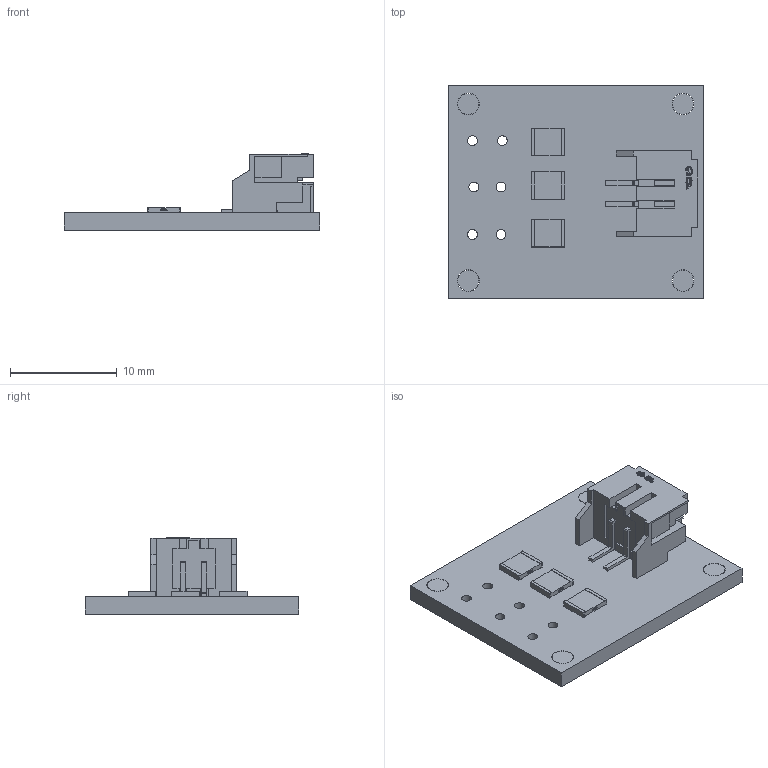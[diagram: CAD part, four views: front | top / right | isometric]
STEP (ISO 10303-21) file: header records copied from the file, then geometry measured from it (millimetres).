
FILE_DESCRIPTION(('Designed by EasyEDA Pro'),'2;1');
FILE_NAME('Open CASCADE Shape Model','2024-02-27T09:13:31',('Author'),( 'Open CASCADE'),'Open CASCADE STEP processor 7.6','Open CASCADE 7.6' ,'Unknown');
FILE_SCHEMA(('AUTOMOTIVE_DESIGN { 1 0 10303 214 1 1 1 1 }'));
Length unit declared in the file: millimetre
Products named in the file (8): PCBModel; Board; pc4j-R2; R1210; pc4j-R3; pc4j-R1; pc4j-CN1; FPC-SMD_CNJM2001WR-S-2P
Assembly tree (9 placements, depth 3):
  PCBModel
    Board
    pc4j-R2
      R1210
    pc4j-R3
      R1210
    pc4j-R1
      R1210
    pc4j-CN1
      FPC-SMD_CNJM2001WR-S-2P
Bounding box: 23.91 x 19.97 x 7.11 mm (x, y, z)
Volume: 924.7 mm3; surface area: 1689.1 mm2
Topology: 11 solids, 11 shells, 1221 faces, 3336 edges, 2220 vertices
Faces by surface type: plane 787, bspline 404, cylinder 30
Full cylindrical faces by diameter (mm): 0.914 x6
Entity records: 30880 total; most frequent: CARTESIAN_POINT 7485, ORIENTED_EDGE 3924, DIRECTION 2644, EDGE_CURVE 1962, LINE 1478, VECTOR 1478, VERTEX_POINT 1304, FACE_BOUND 790
